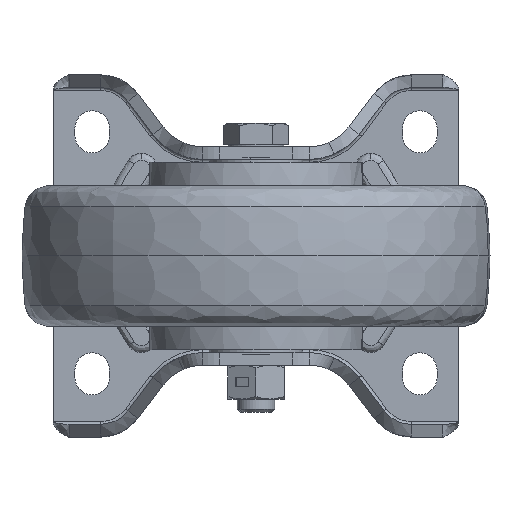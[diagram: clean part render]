
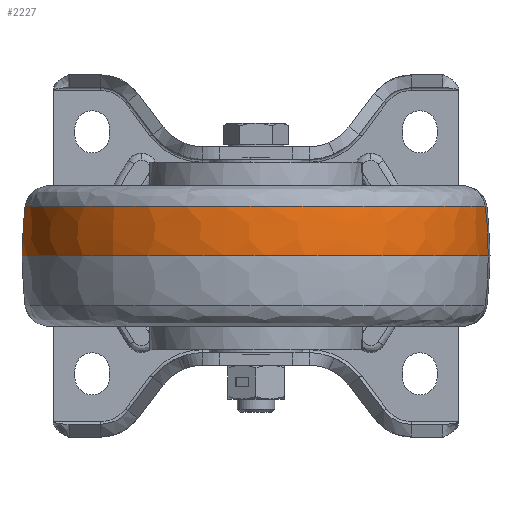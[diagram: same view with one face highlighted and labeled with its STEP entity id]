
A CAD part, front view. The second image highlights one B-rep face of the part: STEP entity #2227.
In plain terms, the highlighted toroidal (fillet/blend) face has major radius 24.98 mm and minor radius 100 mm.
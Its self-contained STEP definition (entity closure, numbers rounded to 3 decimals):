
#104 = CIRCLE ( 'NONE', #32191, 74.038 ) ;
#477 = FACE_OUTER_BOUND ( 'NONE', #12472, .T. ) ;
#2227 = ADVANCED_FACE ( 'NONE', ( #477 ), #20615, .T. ) ;
#3023 = CIRCLE ( 'NONE', #6152, 100. ) ;
#4538 = AXIS2_PLACEMENT_3D ( 'NONE', #21063, #22916, #10671 ) ;
#4915 = DIRECTION ( 'NONE',  ( 0., 0., -1. ) ) ;
#6152 = AXIS2_PLACEMENT_3D ( 'NONE', #21363, #31519, #16076 ) ;
#6652 = DIRECTION ( 'NONE',  ( -0.991, 0.135, 0. ) ) ;
#6885 = AXIS2_PLACEMENT_3D ( 'NONE', #23582, #11656, #21082 ) ;
#7037 = CARTESIAN_POINT ( 'NONE',  ( 74.316, -130.109, -1. ) ) ;
#8500 = EDGE_CURVE ( 'NONE', #10542, #22762, #104, .T. ) ;
#9218 = ORIENTED_EDGE ( 'NONE', *, *, #16177, .F. ) ;
#10542 = VERTEX_POINT ( 'NONE', #29325 ) ;
#10671 = DIRECTION ( 'NONE',  ( -0.991, 0.135, 0. ) ) ;
#11656 = DIRECTION ( 'NONE',  ( 0., 0., -1. ) ) ;
#11955 = ORIENTED_EDGE ( 'NONE', *, *, #30859, .T. ) ;
#12472 = EDGE_LOOP ( 'NONE', ( #18364, #15973, #11955, #9218 ) ) ;
#15293 = DIRECTION ( 'NONE',  ( -0.991, 0.135, 0. ) ) ;
#15973 = ORIENTED_EDGE ( 'NONE', *, *, #8500, .T. ) ;
#16076 = DIRECTION ( 'NONE',  ( 0.991, -0.135, 0. ) ) ;
#16177 = EDGE_CURVE ( 'NONE', #27373, #29811, #29413, .T. ) ;
#18364 = ORIENTED_EDGE ( 'NONE', *, *, #30352, .F. ) ;
#19741 = DIRECTION ( 'NONE',  ( 0., 0., -1. ) ) ;
#20615 = TOROIDAL_SURFACE ( 'NONE', #6885, -24.98, 100. ) ;
#21029 = CARTESIAN_POINT ( 'NONE',  ( -74.316, -109.891, -1. ) ) ;
#21063 = CARTESIAN_POINT ( 'NONE',  ( -24.752, -116.633, 1.024 ) ) ;
#21082 = DIRECTION ( 'NONE',  ( -0.991, 0.135, 0. ) ) ;
#21363 = CARTESIAN_POINT ( 'NONE',  ( 24.752, -123.367, 1.024 ) ) ;
#22762 = VERTEX_POINT ( 'NONE', #26248 ) ;
#22916 = DIRECTION ( 'NONE',  ( 0.135, 0.991, 0. ) ) ;
#23582 = CARTESIAN_POINT ( 'NONE',  ( 0., -120., 1.024 ) ) ;
#26248 = CARTESIAN_POINT ( 'NONE',  ( -73.362, -110.02, 15.007 ) ) ;
#27373 = VERTEX_POINT ( 'NONE', #7037 ) ;
#27851 = AXIS2_PLACEMENT_3D ( 'NONE', #29849, #4915, #15293 ) ;
#29325 = CARTESIAN_POINT ( 'NONE',  ( 73.362, -129.98, 15.007 ) ) ;
#29413 = CIRCLE ( 'NONE', #27851, 75. ) ;
#29419 = CARTESIAN_POINT ( 'NONE',  ( 0., -120., 15.007 ) ) ;
#29811 = VERTEX_POINT ( 'NONE', #21029 ) ;
#29849 = CARTESIAN_POINT ( 'NONE',  ( 0., -120., -1. ) ) ;
#30352 = EDGE_CURVE ( 'NONE', #10542, #27373, #32404, .T. ) ;
#30859 = EDGE_CURVE ( 'NONE', #22762, #29811, #3023, .T. ) ;
#31519 = DIRECTION ( 'NONE',  ( -0.135, -0.991, 0. ) ) ;
#32191 = AXIS2_PLACEMENT_3D ( 'NONE', #29419, #19741, #6652 ) ;
#32404 = CIRCLE ( 'NONE', #4538, 100. ) ;
